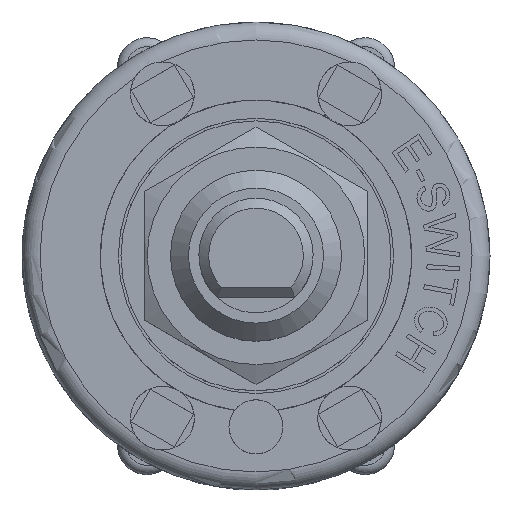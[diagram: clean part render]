
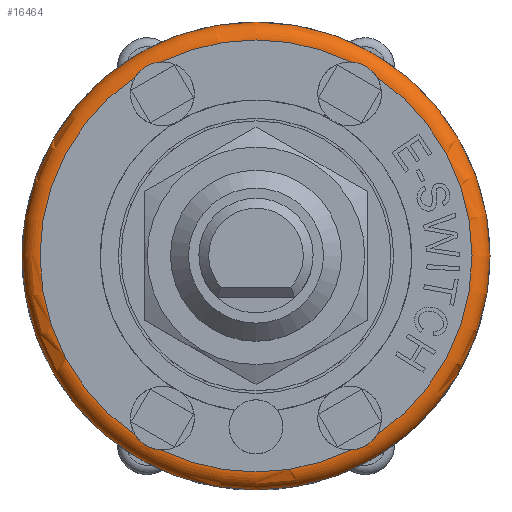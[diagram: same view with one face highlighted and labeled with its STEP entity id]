
A CAD part, top view. The second image highlights one B-rep face of the part: STEP entity #16464.
In plain terms, the highlighted toroidal (fillet/blend) face has major radius 12 mm and minor radius 1 mm.
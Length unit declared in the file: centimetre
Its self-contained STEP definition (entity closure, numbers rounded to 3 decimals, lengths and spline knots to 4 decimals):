
#26=TOROIDAL_SURFACE('',#17449,1.2,0.1);
#660=B_SPLINE_CURVE_WITH_KNOTS('',3,(#28309,#28310,#28311,#28312,#28313,
#28314,#28315,#28316,#28317,#28318,#28319,#28320),.UNSPECIFIED.,.F.,.F.,
(4,2,2,2,2,4),(-0.2692,-0.2446,-0.216,
-0.1921,-0.1645,-0.1357),.UNSPECIFIED.);
#661=B_SPLINE_CURVE_WITH_KNOTS('',3,(#28332,#28333,#28334,#28335,#28336,
#28337,#28338,#28339,#28340,#28341,#28342,#28343),.UNSPECIFIED.,.F.,.F.,
(4,2,2,2,2,4),(-0.2692,-0.2446,-0.216,
-0.1921,-0.1645,-0.1357),.UNSPECIFIED.);
#662=B_SPLINE_CURVE_WITH_KNOTS('',3,(#28360,#28361,#28362,#28363,#28364,
#28365,#28366,#28367,#28368,#28369,#28370,#28371),.UNSPECIFIED.,.F.,.F.,
(4,2,2,2,2,4),(-0.2692,-0.2446,-0.216,
-0.1921,-0.1645,-0.1357),.UNSPECIFIED.);
#663=B_SPLINE_CURVE_WITH_KNOTS('',3,(#28393,#28394,#28395,#28396,#28397,
#28398,#28399,#28400,#28401,#28402,#28403,#28404),.UNSPECIFIED.,.F.,.F.,
(4,2,2,2,2,4),(-0.2692,-0.2446,-0.216,
-0.1921,-0.1645,-0.1357),.UNSPECIFIED.);
#2072=FACE_OUTER_BOUND('',#3040,.T.);
#3040=EDGE_LOOP('',(#15256,#15257,#15258,#15259,#15260,#15261,#15262,#15263,
#15264,#15265,#15266,#15267));
#6773=CIRCLE('',#17402,1.3);
#6800=CIRCLE('',#17450,0.1);
#6801=CIRCLE('',#17451,1.2);
#6802=CIRCLE('',#17452,1.2);
#6803=CIRCLE('',#17453,1.2);
#6804=CIRCLE('',#17454,1.2);
#6805=CIRCLE('',#17455,1.2);
#8332=VERTEX_POINT('',#28271);
#8340=VERTEX_POINT('',#28307);
#8341=VERTEX_POINT('',#28308);
#8344=VERTEX_POINT('',#28330);
#8345=VERTEX_POINT('',#28331);
#8350=VERTEX_POINT('',#28358);
#8351=VERTEX_POINT('',#28359);
#8358=VERTEX_POINT('',#28391);
#8359=VERTEX_POINT('',#28392);
#8362=VERTEX_POINT('',#28414);
#10669=EDGE_CURVE('',#8332,#8332,#6773,.T.);
#10687=EDGE_CURVE('',#8340,#8341,#660,.T.);
#10693=EDGE_CURVE('',#8344,#8345,#661,.T.);
#10701=EDGE_CURVE('',#8350,#8351,#662,.T.);
#10711=EDGE_CURVE('',#8358,#8359,#663,.T.);
#10717=EDGE_CURVE('',#8332,#8362,#6800,.T.);
#10718=EDGE_CURVE('',#8362,#8350,#6801,.T.);
#10719=EDGE_CURVE('',#8351,#8344,#6802,.T.);
#10720=EDGE_CURVE('',#8345,#8340,#6803,.T.);
#10721=EDGE_CURVE('',#8341,#8358,#6804,.T.);
#10722=EDGE_CURVE('',#8359,#8362,#6805,.T.);
#15256=ORIENTED_EDGE('',*,*,#10669,.T.);
#15257=ORIENTED_EDGE('',*,*,#10717,.T.);
#15258=ORIENTED_EDGE('',*,*,#10718,.T.);
#15259=ORIENTED_EDGE('',*,*,#10701,.T.);
#15260=ORIENTED_EDGE('',*,*,#10719,.T.);
#15261=ORIENTED_EDGE('',*,*,#10693,.T.);
#15262=ORIENTED_EDGE('',*,*,#10720,.T.);
#15263=ORIENTED_EDGE('',*,*,#10687,.T.);
#15264=ORIENTED_EDGE('',*,*,#10721,.T.);
#15265=ORIENTED_EDGE('',*,*,#10711,.T.);
#15266=ORIENTED_EDGE('',*,*,#10722,.T.);
#15267=ORIENTED_EDGE('',*,*,#10717,.F.);
#16464=ADVANCED_FACE('',(#2072),#26,.T.);
#17402=AXIS2_PLACEMENT_3D('',#28272,#20965,#20966);
#17449=AXIS2_PLACEMENT_3D('',#28413,#21076,#21077);
#17450=AXIS2_PLACEMENT_3D('',#28415,#21078,#21079);
#17451=AXIS2_PLACEMENT_3D('',#28416,#21080,#21081);
#17452=AXIS2_PLACEMENT_3D('',#28417,#21082,#21083);
#17453=AXIS2_PLACEMENT_3D('',#28418,#21084,#21085);
#17454=AXIS2_PLACEMENT_3D('',#28419,#21086,#21087);
#17455=AXIS2_PLACEMENT_3D('',#28420,#21088,#21089);
#20965=DIRECTION('center_axis',(0.,0.,1.));
#20966=DIRECTION('ref_axis',(-1.,0.,0.));
#21076=DIRECTION('center_axis',(0.,0.,-1.));
#21077=DIRECTION('ref_axis',(-1.,0.,0.));
#21078=DIRECTION('center_axis',(0.,-1.,0.));
#21079=DIRECTION('ref_axis',(1.,0.,0.));
#21080=DIRECTION('center_axis',(0.,0.,-1.));
#21081=DIRECTION('ref_axis',(-1.,0.,0.));
#21082=DIRECTION('center_axis',(0.,0.,-1.));
#21083=DIRECTION('ref_axis',(-1.,0.,0.));
#21084=DIRECTION('center_axis',(0.,0.,-1.));
#21085=DIRECTION('ref_axis',(-1.,0.,0.));
#21086=DIRECTION('center_axis',(0.,0.,-1.));
#21087=DIRECTION('ref_axis',(-1.,0.,0.));
#21088=DIRECTION('center_axis',(0.,0.,-1.));
#21089=DIRECTION('ref_axis',(-1.,0.,0.));
#28271=CARTESIAN_POINT('',(1.3,0.,0.95));
#28272=CARTESIAN_POINT('Origin',(0.,0.,0.95));
#28307=CARTESIAN_POINT('',(-0.67,0.9955,1.05));
#28308=CARTESIAN_POINT('',(-0.5271,1.078,1.05));
#28309=CARTESIAN_POINT('Ctrl Pts',(-0.67,0.9955,
1.05));
#28310=CARTESIAN_POINT('Ctrl Pts',(-0.6646,1.0041,
1.05));
#28311=CARTESIAN_POINT('Ctrl Pts',(-0.6583,1.0124,
1.0498));
#28312=CARTESIAN_POINT('Ctrl Pts',(-0.6428,1.0294,
1.0491));
#28313=CARTESIAN_POINT('Ctrl Pts',(-0.6335,1.0377,
1.0488));
#28314=CARTESIAN_POINT('Ctrl Pts',(-0.615,1.051,1.0484));
#28315=CARTESIAN_POINT('Ctrl Pts',(-0.6061,1.0563,
1.0484));
#28316=CARTESIAN_POINT('Ctrl Pts',(-0.5859,1.0659,1.0487));
#28317=CARTESIAN_POINT('Ctrl Pts',(-0.5747,1.07,1.049));
#28318=CARTESIAN_POINT('Ctrl Pts',(-0.551,1.0759,1.0497));
#28319=CARTESIAN_POINT('Ctrl Pts',(-0.539,1.0775,
1.05));
#28320=CARTESIAN_POINT('Ctrl Pts',(-0.5271,1.078,
1.05));
#28330=CARTESIAN_POINT('',(-0.5271,-1.078,1.05));
#28331=CARTESIAN_POINT('',(-0.67,-0.9955,1.05));
#28332=CARTESIAN_POINT('Ctrl Pts',(-0.5271,-1.078,
1.05));
#28333=CARTESIAN_POINT('Ctrl Pts',(-0.5373,-1.0776,
1.05));
#28334=CARTESIAN_POINT('Ctrl Pts',(-0.5476,-1.0763,
1.0498));
#28335=CARTESIAN_POINT('Ctrl Pts',(-0.5701,-1.0714,1.0491));
#28336=CARTESIAN_POINT('Ctrl Pts',(-0.5819,-1.0675,
1.0488));
#28337=CARTESIAN_POINT('Ctrl Pts',(-0.6027,-1.0581,
1.0484));
#28338=CARTESIAN_POINT('Ctrl Pts',(-0.6117,-1.053,
1.0484));
#28339=CARTESIAN_POINT('Ctrl Pts',(-0.6301,-1.0404,
1.0487));
#28340=CARTESIAN_POINT('Ctrl Pts',(-0.6393,-1.0327,
1.049));
#28341=CARTESIAN_POINT('Ctrl Pts',(-0.6562,-1.0151,
1.0497));
#28342=CARTESIAN_POINT('Ctrl Pts',(-0.6637,-1.0055,
1.05));
#28343=CARTESIAN_POINT('Ctrl Pts',(-0.67,-0.9955,
1.05));
#28358=CARTESIAN_POINT('',(0.67,-0.9955,1.05));
#28359=CARTESIAN_POINT('',(0.5271,-1.078,1.05));
#28360=CARTESIAN_POINT('Ctrl Pts',(0.67,-0.9955,
1.05));
#28361=CARTESIAN_POINT('Ctrl Pts',(0.6646,-1.0041,
1.05));
#28362=CARTESIAN_POINT('Ctrl Pts',(0.6583,-1.0124,
1.0498));
#28363=CARTESIAN_POINT('Ctrl Pts',(0.6428,-1.0294,
1.0491));
#28364=CARTESIAN_POINT('Ctrl Pts',(0.6335,-1.0377,
1.0488));
#28365=CARTESIAN_POINT('Ctrl Pts',(0.615,-1.051,
1.0484));
#28366=CARTESIAN_POINT('Ctrl Pts',(0.6061,-1.0563,
1.0484));
#28367=CARTESIAN_POINT('Ctrl Pts',(0.5859,-1.0659,1.0487));
#28368=CARTESIAN_POINT('Ctrl Pts',(0.5747,-1.07,1.049));
#28369=CARTESIAN_POINT('Ctrl Pts',(0.551,-1.0759,
1.0497));
#28370=CARTESIAN_POINT('Ctrl Pts',(0.539,-1.0775,
1.05));
#28371=CARTESIAN_POINT('Ctrl Pts',(0.5271,-1.078,
1.05));
#28391=CARTESIAN_POINT('',(0.5271,1.078,1.05));
#28392=CARTESIAN_POINT('',(0.67,0.9955,1.05));
#28393=CARTESIAN_POINT('Ctrl Pts',(0.5271,1.078,1.05));
#28394=CARTESIAN_POINT('Ctrl Pts',(0.5373,1.0776,1.05));
#28395=CARTESIAN_POINT('Ctrl Pts',(0.5476,1.0763,1.0498));
#28396=CARTESIAN_POINT('Ctrl Pts',(0.5701,1.0714,1.0491));
#28397=CARTESIAN_POINT('Ctrl Pts',(0.5819,1.0675,1.0488));
#28398=CARTESIAN_POINT('Ctrl Pts',(0.6027,1.0581,1.0484));
#28399=CARTESIAN_POINT('Ctrl Pts',(0.6117,1.053,1.0484));
#28400=CARTESIAN_POINT('Ctrl Pts',(0.6301,1.0404,1.0487));
#28401=CARTESIAN_POINT('Ctrl Pts',(0.6393,1.0327,1.049));
#28402=CARTESIAN_POINT('Ctrl Pts',(0.6562,1.0151,1.0497));
#28403=CARTESIAN_POINT('Ctrl Pts',(0.6637,1.0055,1.05));
#28404=CARTESIAN_POINT('Ctrl Pts',(0.67,0.9955,
1.05));
#28413=CARTESIAN_POINT('Origin',(0.,0.,0.95));
#28414=CARTESIAN_POINT('',(1.2,0.,1.05));
#28415=CARTESIAN_POINT('Origin',(1.2,0.,0.95));
#28416=CARTESIAN_POINT('Origin',(0.,0.,1.05));
#28417=CARTESIAN_POINT('Origin',(0.,0.,1.05));
#28418=CARTESIAN_POINT('Origin',(0.,0.,1.05));
#28419=CARTESIAN_POINT('Origin',(0.,0.,1.05));
#28420=CARTESIAN_POINT('Origin',(0.,0.,1.05));
